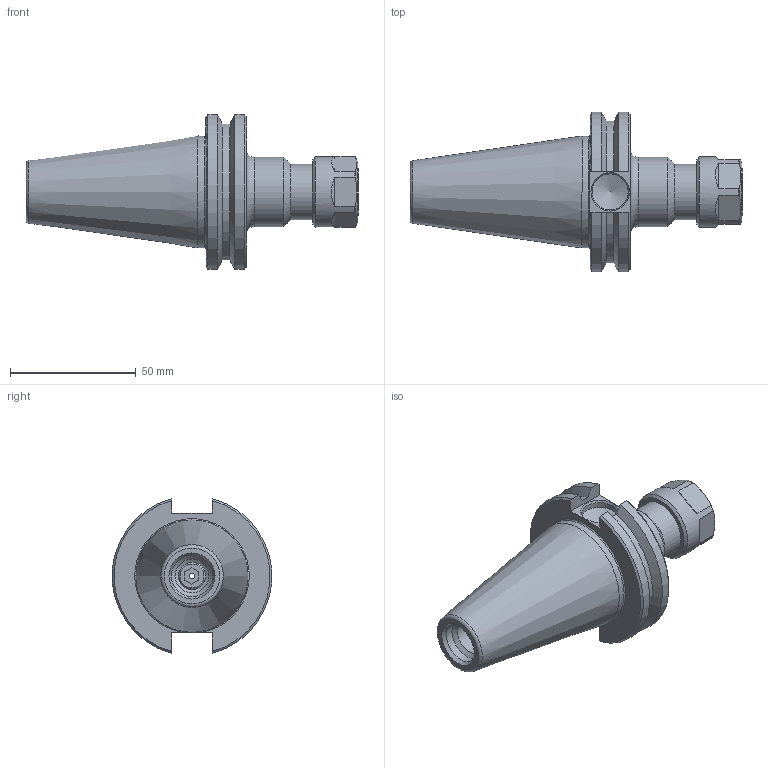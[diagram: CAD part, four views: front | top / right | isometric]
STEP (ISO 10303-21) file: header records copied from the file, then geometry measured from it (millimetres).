
FILE_DESCRIPTION((''),'2;1');
FILE_NAME('C40-16ER2.stp','2014-07-23T14:13:43',('kaykin'),(''),'Autodesk Inventor 2012','Autodesk Inventor 2012','');
FILE_SCHEMA(('AUTOMOTIVE_DESIGN { 1 0 10303 214 1 1 1 1 }'));
Length unit declared in the file: inch
Products named in the file (4): C40-16ER2; C40-16ER2-1; BS-20; 16ERHN
Assembly tree (3 placements, depth 2):
  C40-16ER2
    C40-16ER2-1
    BS-20
    16ERHN
Bounding box: 131.76 x 63.26 x 61.38 mm (x, y, z)
Volume: 120272.3 mm3; surface area: 27577.6 mm2
Topology: 3 solids, 3 shells, 97 faces, 233 edges, 148 vertices
Faces by surface type: plane 38, cone 26, cylinder 24, torus 9
Full cylindrical faces by diameter (mm): 2.286 x1, 9.462 x1, 9.728 x1, 10.973 x1, 11.176 x1, 12.9 x1, 13.386 x1, 14.3 x1, 16.459 x1, 16.8 x1, 18.4 x1, 20.5 x1, 22 x1, 23 x1, 27.432 x1, 28 x1, 44.45 x1
Entity records: 2810 total; most frequent: CARTESIAN_POINT 616, DIRECTION 445, ORIENTED_EDGE 374, AXIS2_PLACEMENT_3D 189, EDGE_CURVE 187, EDGE_LOOP 147, VERTEX_POINT 140, FACE_OUTER_BOUND 97
